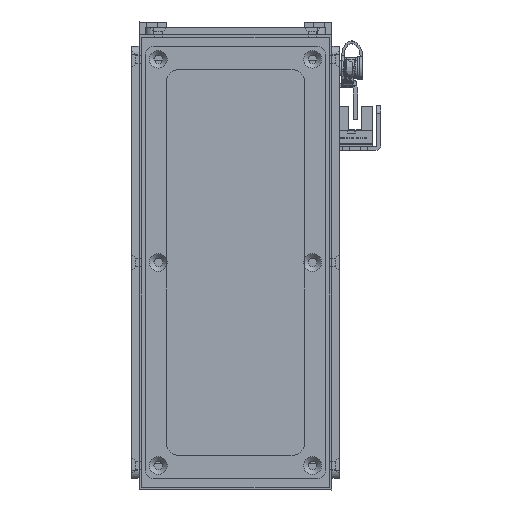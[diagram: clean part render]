
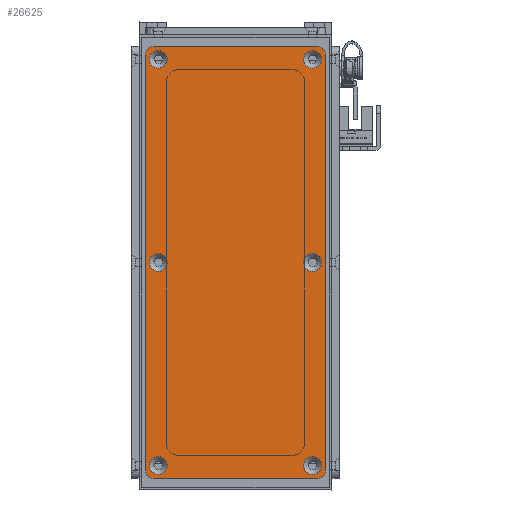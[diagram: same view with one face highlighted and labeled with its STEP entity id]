
A CAD part, left-side view. The second image highlights one B-rep face of the part: STEP entity #26625.
In plain terms, the highlighted face is planar.
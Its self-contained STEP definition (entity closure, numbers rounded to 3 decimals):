
#1252=FACE_BOUND('',#5217,.T.);
#1253=FACE_BOUND('',#5218,.T.);
#1254=FACE_BOUND('',#5219,.T.);
#1255=FACE_BOUND('',#5220,.T.);
#1256=FACE_BOUND('',#5221,.T.);
#1257=FACE_BOUND('',#5222,.T.);
#1924=PLANE('',#29882);
#3319=FACE_OUTER_BOUND('',#5216,.T.);
#5216=EDGE_LOOP('',(#24413,#24414,#24415,#24416,#24417,#24418,#24419,#24420));
#5217=EDGE_LOOP('',(#24421));
#5218=EDGE_LOOP('',(#24422));
#5219=EDGE_LOOP('',(#24423));
#5220=EDGE_LOOP('',(#24424));
#5221=EDGE_LOOP('',(#24425));
#5222=EDGE_LOOP('',(#24426));
#7399=LINE('',#46526,#9577);
#7402=LINE('',#46534,#9580);
#7405=LINE('',#46542,#9583);
#7408=LINE('',#46549,#9586);
#9577=VECTOR('',#37650,10.);
#9580=VECTOR('',#37659,10.);
#9583=VECTOR('',#37668,10.);
#9586=VECTOR('',#37677,10.);
#10944=CIRCLE('',#29836,3.45);
#10947=CIRCLE('',#29841,3.45);
#10950=CIRCLE('',#29846,3.45);
#10953=CIRCLE('',#29851,3.45);
#10956=CIRCLE('',#29856,3.45);
#10959=CIRCLE('',#29861,3.45);
#10966=CIRCLE('',#29871,3.);
#10967=CIRCLE('',#29874,3.);
#10968=CIRCLE('',#29877,3.);
#10969=CIRCLE('',#29880,3.);
#13388=VERTEX_POINT('',#46442);
#13391=VERTEX_POINT('',#46452);
#13394=VERTEX_POINT('',#46462);
#13397=VERTEX_POINT('',#46472);
#13400=VERTEX_POINT('',#46482);
#13403=VERTEX_POINT('',#46492);
#13414=VERTEX_POINT('',#46519);
#13415=VERTEX_POINT('',#46521);
#13416=VERTEX_POINT('',#46525);
#13417=VERTEX_POINT('',#46529);
#13418=VERTEX_POINT('',#46533);
#13419=VERTEX_POINT('',#46537);
#13420=VERTEX_POINT('',#46541);
#13421=VERTEX_POINT('',#46545);
#17045=EDGE_CURVE('',#13388,#13388,#10944,.T.);
#17050=EDGE_CURVE('',#13391,#13391,#10947,.T.);
#17055=EDGE_CURVE('',#13394,#13394,#10950,.T.);
#17060=EDGE_CURVE('',#13397,#13397,#10953,.T.);
#17065=EDGE_CURVE('',#13400,#13400,#10956,.T.);
#17070=EDGE_CURVE('',#13403,#13403,#10959,.T.);
#17084=EDGE_CURVE('',#13415,#13414,#10966,.T.);
#17086=EDGE_CURVE('',#13416,#13415,#7399,.T.);
#17088=EDGE_CURVE('',#13417,#13416,#10967,.T.);
#17090=EDGE_CURVE('',#13418,#13417,#7402,.T.);
#17092=EDGE_CURVE('',#13419,#13418,#10968,.T.);
#17094=EDGE_CURVE('',#13420,#13419,#7405,.T.);
#17096=EDGE_CURVE('',#13421,#13420,#10969,.T.);
#17098=EDGE_CURVE('',#13414,#13421,#7408,.T.);
#24413=ORIENTED_EDGE('',*,*,#17098,.T.);
#24414=ORIENTED_EDGE('',*,*,#17096,.T.);
#24415=ORIENTED_EDGE('',*,*,#17094,.T.);
#24416=ORIENTED_EDGE('',*,*,#17092,.T.);
#24417=ORIENTED_EDGE('',*,*,#17090,.T.);
#24418=ORIENTED_EDGE('',*,*,#17088,.T.);
#24419=ORIENTED_EDGE('',*,*,#17086,.T.);
#24420=ORIENTED_EDGE('',*,*,#17084,.T.);
#24421=ORIENTED_EDGE('',*,*,#17045,.T.);
#24422=ORIENTED_EDGE('',*,*,#17050,.T.);
#24423=ORIENTED_EDGE('',*,*,#17055,.T.);
#24424=ORIENTED_EDGE('',*,*,#17060,.T.);
#24425=ORIENTED_EDGE('',*,*,#17065,.T.);
#24426=ORIENTED_EDGE('',*,*,#17070,.T.);
#26625=ADVANCED_FACE('',(#3319,#1252,#1253,#1254,#1255,#1256,#1257),#1924,
 .T.);
#29836=AXIS2_PLACEMENT_3D('',#46443,#37558,#37559);
#29841=AXIS2_PLACEMENT_3D('',#46453,#37570,#37571);
#29846=AXIS2_PLACEMENT_3D('',#46463,#37582,#37583);
#29851=AXIS2_PLACEMENT_3D('',#46473,#37594,#37595);
#29856=AXIS2_PLACEMENT_3D('',#46483,#37606,#37607);
#29861=AXIS2_PLACEMENT_3D('',#46493,#37618,#37619);
#29871=AXIS2_PLACEMENT_3D('',#46522,#37645,#37646);
#29874=AXIS2_PLACEMENT_3D('',#46530,#37654,#37655);
#29877=AXIS2_PLACEMENT_3D('',#46538,#37663,#37664);
#29880=AXIS2_PLACEMENT_3D('',#46546,#37672,#37673);
#29882=AXIS2_PLACEMENT_3D('',#46550,#37678,#37679);
#37558=DIRECTION('center_axis',(0.,0.,-1.));
#37559=DIRECTION('ref_axis',(1.,0.,0.));
#37570=DIRECTION('center_axis',(0.,0.,-1.));
#37571=DIRECTION('ref_axis',(1.,0.,0.));
#37582=DIRECTION('center_axis',(0.,0.,-1.));
#37583=DIRECTION('ref_axis',(1.,0.,0.));
#37594=DIRECTION('center_axis',(0.,0.,-1.));
#37595=DIRECTION('ref_axis',(1.,0.,0.));
#37606=DIRECTION('center_axis',(0.,0.,-1.));
#37607=DIRECTION('ref_axis',(1.,0.,0.));
#37618=DIRECTION('center_axis',(0.,0.,-1.));
#37619=DIRECTION('ref_axis',(1.,0.,0.));
#37645=DIRECTION('center_axis',(0.,0.,1.));
#37646=DIRECTION('ref_axis',(-1.,0.,0.));
#37650=DIRECTION('',(0.,1.,0.));
#37654=DIRECTION('center_axis',(0.,0.,1.));
#37655=DIRECTION('ref_axis',(0.,1.,0.));
#37659=DIRECTION('',(1.,0.,0.));
#37663=DIRECTION('center_axis',(0.,0.,1.));
#37664=DIRECTION('ref_axis',(1.,0.,0.));
#37668=DIRECTION('',(0.,-1.,0.));
#37672=DIRECTION('center_axis',(0.,0.,1.));
#37673=DIRECTION('ref_axis',(0.,-1.,0.));
#37677=DIRECTION('',(-1.,0.,0.));
#37678=DIRECTION('center_axis',(0.,0.,1.));
#37679=DIRECTION('ref_axis',(1.,0.,0.));
#46442=CARTESIAN_POINT('',(-3.45,30.,1.5));
#46443=CARTESIAN_POINT('Origin',(0.,30.,1.5));
#46452=CARTESIAN_POINT('',(75.55,-30.,1.5));
#46453=CARTESIAN_POINT('Origin',(79.,-30.,1.5));
#46462=CARTESIAN_POINT('',(-82.45,30.,1.5));
#46463=CARTESIAN_POINT('Origin',(-79.,30.,1.5));
#46472=CARTESIAN_POINT('',(75.55,30.,1.5));
#46473=CARTESIAN_POINT('Origin',(79.,30.,1.5));
#46482=CARTESIAN_POINT('',(-82.45,-30.,1.5));
#46483=CARTESIAN_POINT('Origin',(-79.,-30.,1.5));
#46492=CARTESIAN_POINT('',(-3.45,-30.,1.5));
#46493=CARTESIAN_POINT('Origin',(0.,-30.,1.5));
#46519=CARTESIAN_POINT('',(81.,35.,1.5));
#46521=CARTESIAN_POINT('',(84.,32.,1.5));
#46522=CARTESIAN_POINT('Origin',(81.,32.,1.5));
#46525=CARTESIAN_POINT('',(84.,-32.,1.5));
#46526=CARTESIAN_POINT('',(84.,32.,1.5));
#46529=CARTESIAN_POINT('',(81.,-35.,1.5));
#46530=CARTESIAN_POINT('Origin',(81.,-32.,1.5));
#46533=CARTESIAN_POINT('',(-81.,-35.,1.5));
#46534=CARTESIAN_POINT('',(81.,-35.,1.5));
#46537=CARTESIAN_POINT('',(-84.,-32.,1.5));
#46538=CARTESIAN_POINT('Origin',(-81.,-32.,1.5));
#46541=CARTESIAN_POINT('',(-84.,32.,1.5));
#46542=CARTESIAN_POINT('',(-84.,-32.,1.5));
#46545=CARTESIAN_POINT('',(-81.,35.,1.5));
#46546=CARTESIAN_POINT('Origin',(-81.,32.,1.5));
#46549=CARTESIAN_POINT('',(-81.,35.,1.5));
#46550=CARTESIAN_POINT('Origin',(0.,0.,
1.5));
